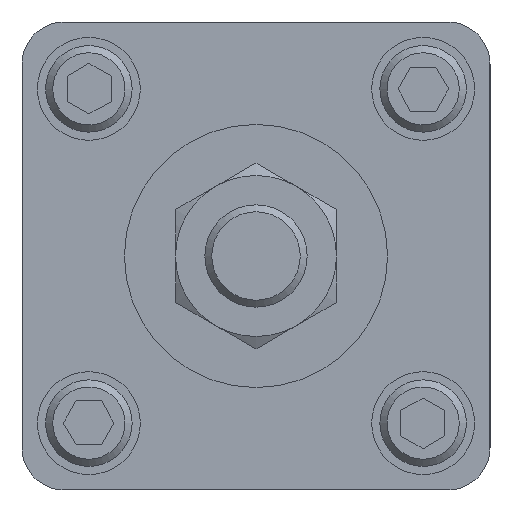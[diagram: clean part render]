
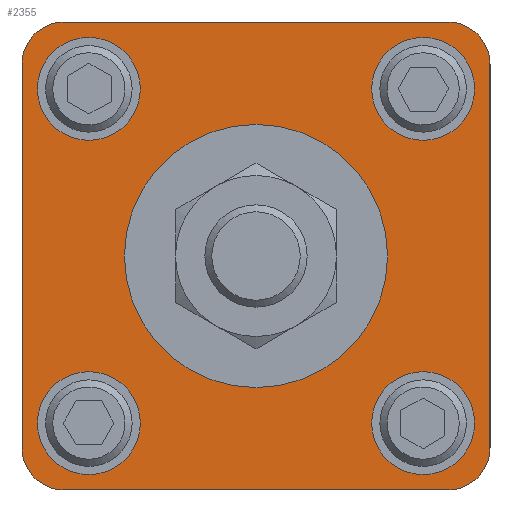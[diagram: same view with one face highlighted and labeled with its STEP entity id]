
A CAD part, left-side view. The second image highlights one B-rep face of the part: STEP entity #2355.
In plain terms, the highlighted planar face has unit normal (-1, 0, 0).
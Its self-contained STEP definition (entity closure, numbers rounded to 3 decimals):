
#134=CIRCLE('',#2619,5.588);
#136=CIRCLE('',#2623,5.588);
#138=CIRCLE('',#2627,5.588);
#140=CIRCLE('',#2631,5.588);
#141=CIRCLE('',#2633,4.572);
#142=CIRCLE('',#2634,4.572);
#143=CIRCLE('',#2635,4.572);
#144=CIRCLE('',#2636,4.572);
#145=CIRCLE('',#2637,14.288);
#319=LINE('',#3956,#435);
#320=LINE('',#3961,#436);
#321=LINE('',#3965,#437);
#322=LINE('',#3969,#438);
#435=VECTOR('',#3111,1000.);
#436=VECTOR('',#3114,1000.);
#437=VECTOR('',#3117,1000.);
#438=VECTOR('',#3120,1000.);
#512=PLANE('',#2632);
#758=ORIENTED_EDGE('',*,*,#1236,.F.);
#759=ORIENTED_EDGE('',*,*,#1237,.T.);
#760=ORIENTED_EDGE('',*,*,#1238,.F.);
#761=ORIENTED_EDGE('',*,*,#1239,.T.);
#762=ORIENTED_EDGE('',*,*,#1240,.F.);
#763=ORIENTED_EDGE('',*,*,#1241,.T.);
#764=ORIENTED_EDGE('',*,*,#1242,.F.);
#765=ORIENTED_EDGE('',*,*,#1243,.T.);
#766=ORIENTED_EDGE('',*,*,#1244,.F.);
#767=ORIENTED_EDGE('',*,*,#1235,.T.);
#768=ORIENTED_EDGE('',*,*,#1233,.T.);
#769=ORIENTED_EDGE('',*,*,#1231,.T.);
#770=ORIENTED_EDGE('',*,*,#1229,.T.);
#1229=EDGE_CURVE('',#1488,#1488,#134,.T.);
#1231=EDGE_CURVE('',#1490,#1490,#136,.T.);
#1233=EDGE_CURVE('',#1492,#1492,#138,.T.);
#1235=EDGE_CURVE('',#1494,#1494,#140,.T.);
#1236=EDGE_CURVE('',#1495,#1496,#319,.T.);
#1237=EDGE_CURVE('',#1495,#1497,#141,.T.);
#1238=EDGE_CURVE('',#1498,#1497,#320,.T.);
#1239=EDGE_CURVE('',#1498,#1499,#142,.T.);
#1240=EDGE_CURVE('',#1500,#1499,#321,.T.);
#1241=EDGE_CURVE('',#1500,#1501,#143,.T.);
#1242=EDGE_CURVE('',#1502,#1501,#322,.T.);
#1243=EDGE_CURVE('',#1502,#1496,#144,.T.);
#1244=EDGE_CURVE('',#1503,#1503,#145,.T.);
#1488=VERTEX_POINT('',#3936);
#1490=VERTEX_POINT('',#3942);
#1492=VERTEX_POINT('',#3948);
#1494=VERTEX_POINT('',#3954);
#1495=VERTEX_POINT('',#3957);
#1496=VERTEX_POINT('',#3958);
#1497=VERTEX_POINT('',#3960);
#1498=VERTEX_POINT('',#3962);
#1499=VERTEX_POINT('',#3964);
#1500=VERTEX_POINT('',#3966);
#1501=VERTEX_POINT('',#3968);
#1502=VERTEX_POINT('',#3970);
#1503=VERTEX_POINT('',#3973);
#1747=EDGE_LOOP('',(#758,#759,#760,#761,#762,#763,#764,#765));
#1748=EDGE_LOOP('',(#766));
#1749=EDGE_LOOP('',(#767));
#1750=EDGE_LOOP('',(#768));
#1751=EDGE_LOOP('',(#769));
#1752=EDGE_LOOP('',(#770));
#2037=FACE_BOUND('',#1747,.T.);
#2038=FACE_BOUND('',#1748,.T.);
#2039=FACE_BOUND('',#1749,.T.);
#2040=FACE_BOUND('',#1750,.T.);
#2041=FACE_BOUND('',#1751,.T.);
#2042=FACE_BOUND('',#1752,.T.);
#2355=ADVANCED_FACE('',(#2037,#2038,#2039,#2040,#2041,#2042),#512,.F.);
#2619=AXIS2_PLACEMENT_3D('',#3935,#3083,#3084);
#2623=AXIS2_PLACEMENT_3D('',#3941,#3091,#3092);
#2627=AXIS2_PLACEMENT_3D('',#3947,#3099,#3100);
#2631=AXIS2_PLACEMENT_3D('',#3953,#3107,#3108);
#2632=AXIS2_PLACEMENT_3D('',#3955,#3109,#3110);
#2633=AXIS2_PLACEMENT_3D('',#3959,#3112,#3113);
#2634=AXIS2_PLACEMENT_3D('',#3963,#3115,#3116);
#2635=AXIS2_PLACEMENT_3D('',#3967,#3118,#3119);
#2636=AXIS2_PLACEMENT_3D('',#3971,#3121,#3122);
#2637=AXIS2_PLACEMENT_3D('',#3972,#3123,#3124);
#3083=DIRECTION('',(1.,0.,0.));
#3084=DIRECTION('',(0.,1.,0.));
#3091=DIRECTION('',(1.,0.,0.));
#3092=DIRECTION('',(0.,0.,1.));
#3099=DIRECTION('',(1.,0.,0.));
#3100=DIRECTION('',(0.,-1.,0.));
#3107=DIRECTION('',(1.,0.,0.));
#3108=DIRECTION('',(0.,0.,-1.));
#3109=DIRECTION('',(1.,0.,0.));
#3110=DIRECTION('',(0.,1.,0.));
#3111=DIRECTION('',(0.,0.,-1.));
#3112=DIRECTION('',(-1.,0.,0.));
#3113=DIRECTION('',(0.,0.,-1.));
#3114=DIRECTION('',(0.,-1.,0.));
#3115=DIRECTION('',(-1.,0.,0.));
#3116=DIRECTION('',(0.,0.,-1.));
#3117=DIRECTION('',(0.,0.,1.));
#3118=DIRECTION('',(-1.,0.,0.));
#3119=DIRECTION('',(0.,0.,-1.));
#3120=DIRECTION('',(0.,1.,0.));
#3121=DIRECTION('',(-1.,0.,0.));
#3122=DIRECTION('',(0.,0.,-1.));
#3123=DIRECTION('',(-1.,0.,0.));
#3124=DIRECTION('',(0.,0.,-1.));
#3935=CARTESIAN_POINT('',(0.,-18.14,-18.14));
#3936=CARTESIAN_POINT('',(0.,-12.552,-18.14));
#3941=CARTESIAN_POINT('',(0.,18.14,-18.14));
#3942=CARTESIAN_POINT('',(0.,18.14,-12.552));
#3947=CARTESIAN_POINT('',(0.,18.14,18.14));
#3948=CARTESIAN_POINT('',(0.,12.552,18.14));
#3953=CARTESIAN_POINT('',(0.,-18.14,18.14));
#3954=CARTESIAN_POINT('',(0.,-18.14,12.552));
#3955=CARTESIAN_POINT('',(0.,0.,0.));
#3956=CARTESIAN_POINT('',(0.,-25.4,25.4));
#3957=CARTESIAN_POINT('',(0.,-25.4,20.828));
#3958=CARTESIAN_POINT('',(0.,-25.4,-20.828));
#3959=CARTESIAN_POINT('',(0.,-20.828,20.828));
#3960=CARTESIAN_POINT('',(0.,-20.828,25.4));
#3961=CARTESIAN_POINT('',(0.,25.4,25.4));
#3962=CARTESIAN_POINT('',(0.,20.828,25.4));
#3963=CARTESIAN_POINT('',(0.,20.828,20.828));
#3964=CARTESIAN_POINT('',(0.,25.4,20.828));
#3965=CARTESIAN_POINT('',(0.,25.4,-25.4));
#3966=CARTESIAN_POINT('',(0.,25.4,-20.828));
#3967=CARTESIAN_POINT('',(0.,20.828,-20.828));
#3968=CARTESIAN_POINT('',(0.,20.828,-25.4));
#3969=CARTESIAN_POINT('',(0.,-25.4,-25.4));
#3970=CARTESIAN_POINT('',(0.,-20.828,-25.4));
#3971=CARTESIAN_POINT('',(0.,-20.828,-20.828));
#3972=CARTESIAN_POINT('',(0.,0.,0.));
#3973=CARTESIAN_POINT('',(0.,0.,-14.288));
